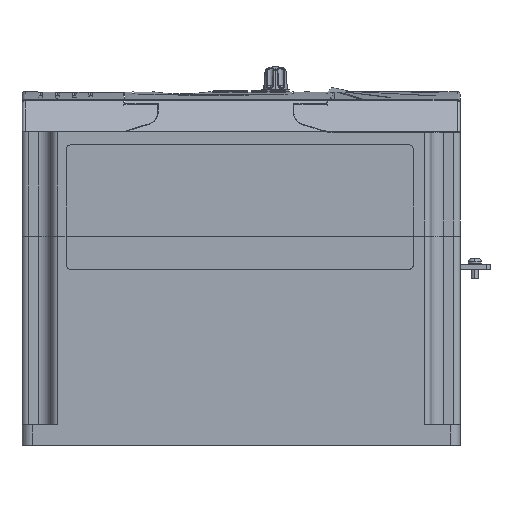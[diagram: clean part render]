
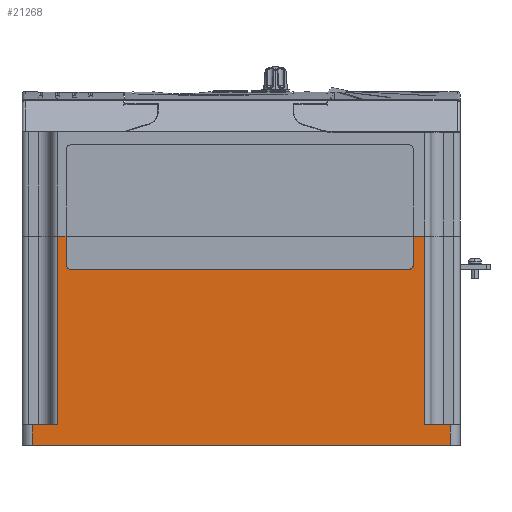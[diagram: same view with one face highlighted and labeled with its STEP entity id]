
A CAD part, left-side view. The second image highlights one B-rep face of the part: STEP entity #21268.
In plain terms, the highlighted planar face has unit normal (-1, 0, 0).
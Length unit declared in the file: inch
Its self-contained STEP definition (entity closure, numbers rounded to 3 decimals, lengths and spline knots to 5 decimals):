
#114 = EDGE_CURVE ( 'NONE', #37527, #19232, #1141, .T. ) ;
#136 = DIRECTION ( 'NONE',  ( 0., -1., 0. ) ) ;
#585 = EDGE_CURVE ( 'NONE', #14025, #7215, #37914, .T. ) ;
#696 = VECTOR ( 'NONE', #22869, 39.37008 ) ;
#714 = CARTESIAN_POINT ( 'NONE',  ( -2.46, 3.75, -3.00547 ) ) ;
#747 = ORIENTED_EDGE ( 'NONE', *, *, #21977, .F. ) ;
#1014 = CARTESIAN_POINT ( 'NONE',  ( -2.46, -3.75, -3.00547 ) ) ;
#1057 = VERTEX_POINT ( 'NONE', #714 ) ;
#1141 = LINE ( 'NONE', #17021, #33556 ) ;
#1321 = VERTEX_POINT ( 'NONE', #27600 ) ;
#1575 = CARTESIAN_POINT ( 'NONE',  ( -2.46, -3.625, -3.00547 ) ) ;
#2516 = EDGE_CURVE ( 'NONE', #11248, #14122, #34401, .T. ) ;
#2710 = CARTESIAN_POINT ( 'NONE',  ( -2.46, 3.75, -3.00547 ) ) ;
#3048 = VECTOR ( 'NONE', #31402, 39.37008 ) ;
#3131 = ORIENTED_EDGE ( 'NONE', *, *, #36260, .F. ) ;
#3172 = CARTESIAN_POINT ( 'NONE',  ( -2.46, 4.33, -3.00547 ) ) ;
#4588 = CARTESIAN_POINT ( 'NONE',  ( -2.46, -3.40487, 1.13 ) ) ;
#4734 = VERTEX_POINT ( 'NONE', #13314 ) ;
#4873 = ORIENTED_EDGE ( 'NONE', *, *, #39462, .T. ) ;
#5350 = CARTESIAN_POINT ( 'NONE',  ( -2.46, 4.33, -3.00547 ) ) ;
#5469 = DIRECTION ( 'NONE',  ( 0., 1., 0. ) ) ;
#5554 = VECTOR ( 'NONE', #24997, 39.37008 ) ;
#6000 = LINE ( 'NONE', #2710, #22678 ) ;
#6606 = VERTEX_POINT ( 'NONE', #17542 ) ;
#6804 = EDGE_CURVE ( 'NONE', #1321, #40072, #35942, .T. ) ;
#6974 = LINE ( 'NONE', #1575, #22698 ) ;
#6994 = EDGE_CURVE ( 'NONE', #11248, #6606, #6974, .T. ) ;
#7002 = ORIENTED_EDGE ( 'NONE', *, *, #12033, .T. ) ;
#7215 = VERTEX_POINT ( 'NONE', #19410 ) ;
#7227 = CARTESIAN_POINT ( 'NONE',  ( -2.46, 4.33, -3.00447 ) ) ;
#7542 = VERTEX_POINT ( 'NONE', #26236 ) ;
#7748 = AXIS2_PLACEMENT_3D ( 'NONE', #10267, #32197, #13398 ) ;
#8241 = VERTEX_POINT ( 'NONE', #40521 ) ;
#8247 = CARTESIAN_POINT ( 'NONE',  ( -2.46, 4.13, -3.00547 ) ) ;
#8269 = ORIENTED_EDGE ( 'NONE', *, *, #12661, .T. ) ;
#8490 = VECTOR ( 'NONE', #30208, 39.37008 ) ;
#9004 = CARTESIAN_POINT ( 'NONE',  ( -2.46, 4.33, -2.6 ) ) ;
#9454 = ORIENTED_EDGE ( 'NONE', *, *, #36524, .T. ) ;
#9467 = ORIENTED_EDGE ( 'NONE', *, *, #6994, .T. ) ;
#10247 = ORIENTED_EDGE ( 'NONE', *, *, #2516, .F. ) ;
#10267 = CARTESIAN_POINT ( 'NONE',  ( -2.46, -3.30487, 0.5695 ) ) ;
#10351 = VECTOR ( 'NONE', #32402, 39.37008 ) ;
#10480 = CARTESIAN_POINT ( 'NONE',  ( -2.46, 4.33, -2.6 ) ) ;
#10976 = CARTESIAN_POINT ( 'NONE',  ( -2.46, 3.625, -3.00547 ) ) ;
#11248 = VERTEX_POINT ( 'NONE', #24316 ) ;
#11966 = VERTEX_POINT ( 'NONE', #4588 ) ;
#12033 = EDGE_CURVE ( 'NONE', #8241, #12770, #25194, .T. ) ;
#12565 = EDGE_CURVE ( 'NONE', #37527, #7542, #35923, .T. ) ;
#12661 = EDGE_CURVE ( 'NONE', #16622, #1057, #6000, .T. ) ;
#12706 = VECTOR ( 'NONE', #37139, 39.37008 ) ;
#12770 = VERTEX_POINT ( 'NONE', #34422 ) ;
#12830 = EDGE_CURVE ( 'NONE', #11966, #6606, #36396, .T. ) ;
#13314 = CARTESIAN_POINT ( 'NONE',  ( -2.46, -4.13, -3.00447 ) ) ;
#13398 = DIRECTION ( 'NONE',  ( 0., 0., -1. ) ) ;
#14025 = VERTEX_POINT ( 'NONE', #1014 ) ;
#14122 = VERTEX_POINT ( 'NONE', #17205 ) ;
#14786 = DIRECTION ( 'NONE',  ( 1., 0., 0. ) ) ;
#16622 = VERTEX_POINT ( 'NONE', #35605 ) ;
#17021 = CARTESIAN_POINT ( 'NONE',  ( -2.46, 4.33, 1.13 ) ) ;
#17205 = CARTESIAN_POINT ( 'NONE',  ( -2.46, -4.13, -2.6 ) ) ;
#17224 = DIRECTION ( 'NONE',  ( 1., 0., 0. ) ) ;
#17266 = DIRECTION ( 'NONE',  ( 0., 0., -1. ) ) ;
#17392 = DIRECTION ( 'NONE',  ( 0., 0., -1. ) ) ;
#17542 = CARTESIAN_POINT ( 'NONE',  ( -2.46, -3.625, 1.13 ) ) ;
#18669 = DIRECTION ( 'NONE',  ( 0., 1., 0. ) ) ;
#19232 = VERTEX_POINT ( 'NONE', #20468 ) ;
#19410 = CARTESIAN_POINT ( 'NONE',  ( -2.46, -3.75, -3.00447 ) ) ;
#19932 = ORIENTED_EDGE ( 'NONE', *, *, #114, .F. ) ;
#20105 = LINE ( 'NONE', #32907, #28461 ) ;
#20468 = CARTESIAN_POINT ( 'NONE',  ( -2.46, 3.45955, 1.13 ) ) ;
#20485 = VERTEX_POINT ( 'NONE', #31751 ) ;
#20819 = VECTOR ( 'NONE', #136, 39.37008 ) ;
#21030 = LINE ( 'NONE', #36731, #12706 ) ;
#21268 = ADVANCED_FACE ( 'NONE', ( #35882 ), #27279, .F. ) ;
#21836 = CARTESIAN_POINT ( 'NONE',  ( -2.46, 4.33, -3.00447 ) ) ;
#21854 = LINE ( 'NONE', #3172, #20819 ) ;
#21977 = EDGE_CURVE ( 'NONE', #4734, #7215, #25974, .T. ) ;
#22061 = ORIENTED_EDGE ( 'NONE', *, *, #585, .T. ) ;
#22158 = DIRECTION ( 'NONE',  ( 0., 0., 1. ) ) ;
#22473 = ORIENTED_EDGE ( 'NONE', *, *, #26652, .T. ) ;
#22642 = AXIS2_PLACEMENT_3D ( 'NONE', #5350, #14786, #36745 ) ;
#22678 = VECTOR ( 'NONE', #17392, 39.37008 ) ;
#22698 = VECTOR ( 'NONE', #23536, 39.37008 ) ;
#22869 = DIRECTION ( 'NONE',  ( 0., 1., 0. ) ) ;
#23536 = DIRECTION ( 'NONE',  ( 0., 0., 1. ) ) ;
#23733 = VECTOR ( 'NONE', #5469, 39.37008 ) ;
#23740 = LINE ( 'NONE', #9004, #39397 ) ;
#24201 = EDGE_CURVE ( 'NONE', #1057, #14025, #21854, .T. ) ;
#24316 = CARTESIAN_POINT ( 'NONE',  ( -2.46, -3.625, -2.6 ) ) ;
#24487 = EDGE_CURVE ( 'NONE', #40072, #30731, #32091, .T. ) ;
#24997 = DIRECTION ( 'NONE',  ( 0., 0., 1. ) ) ;
#25012 = VECTOR ( 'NONE', #18669, 39.37008 ) ;
#25194 = LINE ( 'NONE', #8247, #8490 ) ;
#25747 = LINE ( 'NONE', #7227, #696 ) ;
#25974 = LINE ( 'NONE', #21836, #25012 ) ;
#26236 = CARTESIAN_POINT ( 'NONE',  ( -2.46, 3.625, -2.6 ) ) ;
#26652 = EDGE_CURVE ( 'NONE', #4734, #14122, #21030, .T. ) ;
#26772 = LINE ( 'NONE', #34482, #33152 ) ;
#27051 = CARTESIAN_POINT ( 'NONE',  ( -2.46, -3.30487, 0.4695 ) ) ;
#27279 = PLANE ( 'NONE',  #22642 ) ;
#27414 = ORIENTED_EDGE ( 'NONE', *, *, #28336, .F. ) ;
#27592 = VECTOR ( 'NONE', #17266, 39.37008 ) ;
#27600 = CARTESIAN_POINT ( 'NONE',  ( -2.46, -3.40487, 0.5695 ) ) ;
#27785 = DIRECTION ( 'NONE',  ( 0., 1., 0. ) ) ;
#28242 = CARTESIAN_POINT ( 'NONE',  ( -2.46, 4.33, 1.13 ) ) ;
#28336 = EDGE_CURVE ( 'NONE', #1321, #11966, #26772, .T. ) ;
#28461 = VECTOR ( 'NONE', #35530, 39.37008 ) ;
#29854 = EDGE_CURVE ( 'NONE', #20485, #19232, #20105, .T. ) ;
#30208 = DIRECTION ( 'NONE',  ( 0., 0., -1. ) ) ;
#30731 = VERTEX_POINT ( 'NONE', #34391 ) ;
#30909 = EDGE_LOOP ( 'NONE', ( #32318, #22061, #747, #22473, #10247, #9467, #38831, #27414, #38297, #37243, #4873, #31717, #19932, #36703, #9454, #7002, #3131, #8269 ) ) ;
#31174 = CARTESIAN_POINT ( 'NONE',  ( -2.46, -3.75, -3.00547 ) ) ;
#31402 = DIRECTION ( 'NONE',  ( 0., -1., 0. ) ) ;
#31717 = ORIENTED_EDGE ( 'NONE', *, *, #29854, .T. ) ;
#31751 = CARTESIAN_POINT ( 'NONE',  ( -2.46, 3.45955, 0.5695 ) ) ;
#32091 = LINE ( 'NONE', #39822, #23733 ) ;
#32197 = DIRECTION ( 'NONE',  ( 1., 0., 0. ) ) ;
#32318 = ORIENTED_EDGE ( 'NONE', *, *, #24201, .T. ) ;
#32402 = DIRECTION ( 'NONE',  ( 0., -1., 0. ) ) ;
#32907 = CARTESIAN_POINT ( 'NONE',  ( -2.46, 3.45955, 2.83615 ) ) ;
#33152 = VECTOR ( 'NONE', #22158, 39.37008 ) ;
#33556 = VECTOR ( 'NONE', #35835, 39.37008 ) ;
#34391 = CARTESIAN_POINT ( 'NONE',  ( -2.46, 3.35955, 0.4695 ) ) ;
#34401 = LINE ( 'NONE', #10480, #10351 ) ;
#34422 = CARTESIAN_POINT ( 'NONE',  ( -2.46, 4.13, -3.00447 ) ) ;
#34482 = CARTESIAN_POINT ( 'NONE',  ( -2.46, -3.40487, -3.00547 ) ) ;
#34959 = AXIS2_PLACEMENT_3D ( 'NONE', #36017, #17224, #39113 ) ;
#35530 = DIRECTION ( 'NONE',  ( 0., 0., 1. ) ) ;
#35605 = CARTESIAN_POINT ( 'NONE',  ( -2.46, 3.75, -3.00447 ) ) ;
#35835 = DIRECTION ( 'NONE',  ( 0., -1., 0. ) ) ;
#35882 = FACE_OUTER_BOUND ( 'NONE', #30909, .T. ) ;
#35923 = LINE ( 'NONE', #10976, #27592 ) ;
#35942 = CIRCLE ( 'NONE', #7748, 0.1 ) ;
#36017 = CARTESIAN_POINT ( 'NONE',  ( -2.46, 3.35955, 0.5695 ) ) ;
#36260 = EDGE_CURVE ( 'NONE', #16622, #12770, #25747, .T. ) ;
#36261 = CIRCLE ( 'NONE', #34959, 0.1 ) ;
#36396 = LINE ( 'NONE', #28242, #3048 ) ;
#36524 = EDGE_CURVE ( 'NONE', #7542, #8241, #23740, .T. ) ;
#36703 = ORIENTED_EDGE ( 'NONE', *, *, #12565, .T. ) ;
#36731 = CARTESIAN_POINT ( 'NONE',  ( -2.46, -4.13, -3.00547 ) ) ;
#36745 = DIRECTION ( 'NONE',  ( 0., 0., -1. ) ) ;
#37139 = DIRECTION ( 'NONE',  ( 0., 0., 1. ) ) ;
#37243 = ORIENTED_EDGE ( 'NONE', *, *, #24487, .T. ) ;
#37527 = VERTEX_POINT ( 'NONE', #39332 ) ;
#37914 = LINE ( 'NONE', #31174, #5554 ) ;
#38297 = ORIENTED_EDGE ( 'NONE', *, *, #6804, .T. ) ;
#38831 = ORIENTED_EDGE ( 'NONE', *, *, #12830, .F. ) ;
#39113 = DIRECTION ( 'NONE',  ( 0., 0., 1. ) ) ;
#39332 = CARTESIAN_POINT ( 'NONE',  ( -2.46, 3.625, 1.13 ) ) ;
#39397 = VECTOR ( 'NONE', #27785, 39.37008 ) ;
#39462 = EDGE_CURVE ( 'NONE', #30731, #20485, #36261, .T. ) ;
#39822 = CARTESIAN_POINT ( 'NONE',  ( -2.46, 3.35955, 0.4695 ) ) ;
#40072 = VERTEX_POINT ( 'NONE', #27051 ) ;
#40521 = CARTESIAN_POINT ( 'NONE',  ( -2.46, 4.13, -2.6 ) ) ;
